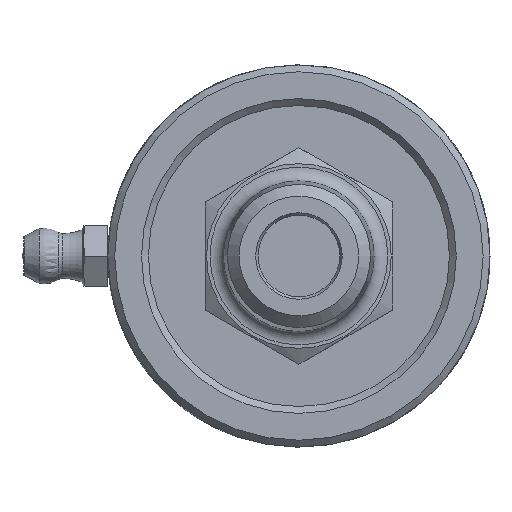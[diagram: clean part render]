
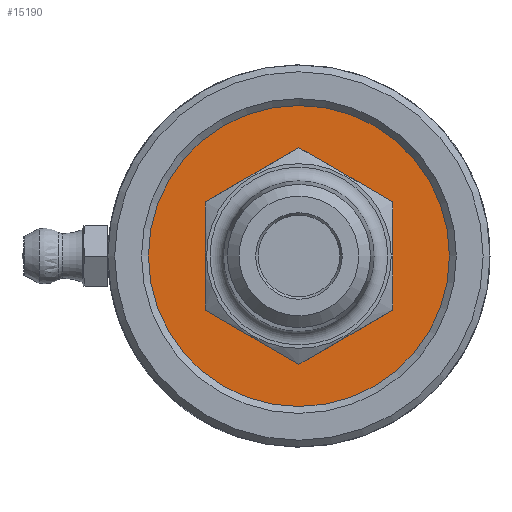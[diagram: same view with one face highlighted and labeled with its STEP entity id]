
A CAD part, left-side view. The second image highlights one B-rep face of the part: STEP entity #15190.
In plain terms, the highlighted planar face has unit normal (-1, 0, 0).
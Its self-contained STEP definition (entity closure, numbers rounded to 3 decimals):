
#369=PLANE('',#16152);
#863=FACE_BOUND('',#2554,.T.);
#1622=FACE_OUTER_BOUND('',#2553,.T.);
#2553=EDGE_LOOP('',(#13692));
#2554=EDGE_LOOP('',(#13693));
#3839=CIRCLE('',#16153,17.525);
#3840=CIRCLE('',#16154,9.575);
#7270=VERTEX_POINT('',#67837);
#7271=VERTEX_POINT('',#67839);
#9438=EDGE_CURVE('',#7270,#7270,#3839,.T.);
#9439=EDGE_CURVE('',#7271,#7271,#3840,.T.);
#13692=ORIENTED_EDGE('',*,*,#9438,.F.);
#13693=ORIENTED_EDGE('',*,*,#9439,.F.);
#15190=ADVANCED_FACE('',(#1622,#863),#369,.F.);
#16152=AXIS2_PLACEMENT_3D('',#67836,#18908,#18909);
#16153=AXIS2_PLACEMENT_3D('',#67838,#18910,#18911);
#16154=AXIS2_PLACEMENT_3D('',#67840,#18912,#18913);
#18908=DIRECTION('center_axis',(1.,0.,0.));
#18909=DIRECTION('ref_axis',(0.,0.,-1.));
#18910=DIRECTION('center_axis',(1.,0.,0.));
#18911=DIRECTION('ref_axis',(0.,1.,0.));
#18912=DIRECTION('center_axis',(-1.,0.,0.));
#18913=DIRECTION('ref_axis',(0.,1.,0.));
#67836=CARTESIAN_POINT('Origin',(2.49,-1.357,0.));
#67837=CARTESIAN_POINT('',(2.49,-17.525,0.));
#67838=CARTESIAN_POINT('Origin',(2.49,0.,0.));
#67839=CARTESIAN_POINT('',(2.49,-9.575,0.));
#67840=CARTESIAN_POINT('Origin',(2.49,0.,0.));
